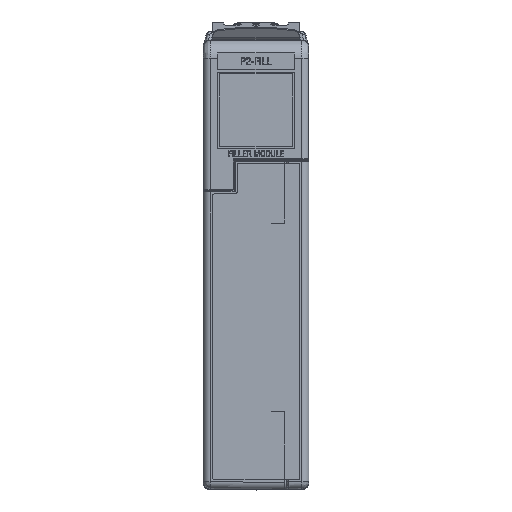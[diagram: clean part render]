
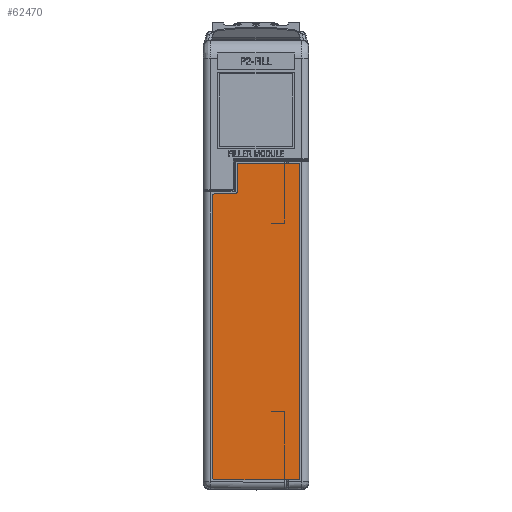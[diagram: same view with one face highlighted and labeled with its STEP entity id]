
A CAD part, top view. The second image highlights one B-rep face of the part: STEP entity #62470.
In plain terms, the highlighted planar face has unit normal (0, 0, 1).
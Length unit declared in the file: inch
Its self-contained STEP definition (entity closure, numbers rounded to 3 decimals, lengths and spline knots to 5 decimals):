
#3675 = CARTESIAN_POINT ( 'NONE',  ( 0.38508, 0.86991, 0.01881 ) ) ;
#4181 = DIRECTION ( 'NONE',  ( 0., 1., 0. ) ) ;
#4367 = VECTOR ( 'NONE', #4181, 39.37008 ) ;
#7746 = VECTOR ( 'NONE', #51780, 39.37008 ) ;
#8148 = ORIENTED_EDGE ( 'NONE', *, *, #160676, .T. ) ;
#9151 = CARTESIAN_POINT ( 'NONE',  ( -0.38264, -1.88875, 0.01881 ) ) ;
#9338 = ORIENTED_EDGE ( 'NONE', *, *, #77786, .T. ) ;
#10181 = CARTESIAN_POINT ( 'NONE',  ( -0.18579, 0.63916, 0.01881 ) ) ;
#11175 = AXIS2_PLACEMENT_3D ( 'NONE', #111136, #139105, #113792 ) ;
#13607 = LINE ( 'NONE', #9151, #76733 ) ;
#14649 = CARTESIAN_POINT ( 'NONE',  ( -0.18579, 0.61947, 0.01881 ) ) ;
#15429 = CARTESIAN_POINT ( 'NONE',  ( -0.1661, 0.61947, 0.01881 ) ) ;
#16583 = CARTESIAN_POINT ( 'NONE',  ( -0.14642, 0.88959, 0.01881 ) ) ;
#16978 = VERTEX_POINT ( 'NONE', #104678 ) ;
#18776 = VERTEX_POINT ( 'NONE', #92464 ) ;
#20068 = ORIENTED_EDGE ( 'NONE', *, *, #115926, .F. ) ;
#25655 = VECTOR ( 'NONE', #144183, 39.37008 ) ;
#26645 = CARTESIAN_POINT ( 'NONE',  ( 0.38508, -1.88875, 0.01881 ) ) ;
#26869 = CARTESIAN_POINT ( 'NONE',  ( -0.38264, 0.61947, 0.01881 ) ) ;
#27313 = DIRECTION ( 'NONE',  ( 0., 0., -1. ) ) ;
#28230 = CARTESIAN_POINT ( 'NONE',  ( -0.1661, 0.86991, 0.01881 ) ) ;
#28630 = ORIENTED_EDGE ( 'NONE', *, *, #45985, .F. ) ;
#29313 = LINE ( 'NONE', #15429, #7746 ) ;
#35151 = EDGE_CURVE ( 'NONE', #39917, #162083, #65879, .T. ) ;
#35437 = DIRECTION ( 'NONE',  ( 1., 0., 0. ) ) ;
#35697 = EDGE_CURVE ( 'NONE', #64256, #18776, #134200, .T. ) ;
#39671 = CIRCLE ( 'NONE', #113798, 0.01969 ) ;
#39742 = VERTEX_POINT ( 'NONE', #127109 ) ;
#39917 = VERTEX_POINT ( 'NONE', #134778 ) ;
#41755 = LINE ( 'NONE', #26645, #4367 ) ;
#44718 = ORIENTED_EDGE ( 'NONE', *, *, #90892, .F. ) ;
#45985 = EDGE_CURVE ( 'NONE', #39917, #114826, #29313, .T. ) ;
#48789 = AXIS2_PLACEMENT_3D ( 'NONE', #112695, #136938, #150044 ) ;
#51780 = DIRECTION ( 'NONE',  ( 0., 1., 0. ) ) ;
#52352 = AXIS2_PLACEMENT_3D ( 'NONE', #105125, #27313, #130332 ) ;
#54222 = DIRECTION ( 'NONE',  ( 1., 0., 0. ) ) ;
#54904 = PLANE ( 'NONE',  #123160 ) ;
#57414 = CARTESIAN_POINT ( 'NONE',  ( -0.38264, 0.59979, 0.01881 ) ) ;
#58157 = DIRECTION ( 'NONE',  ( 0., 0., -1. ) ) ;
#58694 = DIRECTION ( 'NONE',  ( -1., 0., 0. ) ) ;
#61338 = ORIENTED_EDGE ( 'NONE', *, *, #141250, .T. ) ;
#62470 = ADVANCED_FACE ( 'NONE', ( #62567 ), #54904, .F. ) ;
#62567 = FACE_OUTER_BOUND ( 'NONE', #102793, .T. ) ;
#64256 = VERTEX_POINT ( 'NONE', #16583 ) ;
#65879 = CIRCLE ( 'NONE', #135185, 0.01969 ) ;
#68221 = DIRECTION ( 'NONE',  ( -1., 0., 0. ) ) ;
#69320 = CARTESIAN_POINT ( 'NONE',  ( -0.38264, -1.88875, 0.01881 ) ) ;
#70578 = VERTEX_POINT ( 'NONE', #57414 ) ;
#72220 = AXIS2_PLACEMENT_3D ( 'NONE', #73512, #85046, #109957 ) ;
#72527 = ORIENTED_EDGE ( 'NONE', *, *, #93933, .F. ) ;
#73512 = CARTESIAN_POINT ( 'NONE',  ( 0.3654, -1.86907, 0.01881 ) ) ;
#74103 = DIRECTION ( 'NONE',  ( 0., -1., 0. ) ) ;
#76733 = VECTOR ( 'NONE', #74103, 39.37008 ) ;
#77786 = EDGE_CURVE ( 'NONE', #70578, #106060, #13607, .T. ) ;
#78897 = CARTESIAN_POINT ( 'NONE',  ( -0.38264, -1.86907, 0.01881 ) ) ;
#79481 = ORIENTED_EDGE ( 'NONE', *, *, #80240, .F. ) ;
#80240 = EDGE_CURVE ( 'NONE', #161750, #106060, #39671, .T. ) ;
#82480 = CARTESIAN_POINT ( 'NONE',  ( -0.1661, 0.88959, 0.01881 ) ) ;
#84137 = CARTESIAN_POINT ( 'NONE',  ( -0.36295, 0.61947, 0.01881 ) ) ;
#85046 = DIRECTION ( 'NONE',  ( 0., 0., -1. ) ) ;
#90892 = EDGE_CURVE ( 'NONE', #114826, #64256, #93966, .T. ) ;
#92464 = CARTESIAN_POINT ( 'NONE',  ( 0.3654, 0.88959, 0.01881 ) ) ;
#93124 = LINE ( 'NONE', #26869, #152203 ) ;
#93933 = EDGE_CURVE ( 'NONE', #18776, #154460, #94815, .T. ) ;
#93966 = CIRCLE ( 'NONE', #48789, 0.01969 ) ;
#94815 = CIRCLE ( 'NONE', #11175, 0.01969 ) ;
#96412 = ORIENTED_EDGE ( 'NONE', *, *, #117413, .F. ) ;
#98350 = DIRECTION ( 'NONE',  ( 0., 0., -1. ) ) ;
#100909 = CIRCLE ( 'NONE', #72220, 0.01969 ) ;
#102793 = EDGE_LOOP ( 'NONE', ( #96412, #9338, #79481, #8148, #20068, #117735, #72527, #133898, #44718, #28630, #110634, #61338 ) ) ;
#104666 = VERTEX_POINT ( 'NONE', #84137 ) ;
#104678 = CARTESIAN_POINT ( 'NONE',  ( 0.38508, -1.86907, 0.01881 ) ) ;
#105125 = CARTESIAN_POINT ( 'NONE',  ( -0.36295, 0.59979, 0.01881 ) ) ;
#106060 = VERTEX_POINT ( 'NONE', #78897 ) ;
#109957 = DIRECTION ( 'NONE',  ( -1., 0., 0. ) ) ;
#110634 = ORIENTED_EDGE ( 'NONE', *, *, #35151, .T. ) ;
#111136 = CARTESIAN_POINT ( 'NONE',  ( 0.3654, 0.86991, 0.01881 ) ) ;
#112695 = CARTESIAN_POINT ( 'NONE',  ( -0.14642, 0.86991, 0.01881 ) ) ;
#113792 = DIRECTION ( 'NONE',  ( -1., 0., 0. ) ) ;
#113798 = AXIS2_PLACEMENT_3D ( 'NONE', #134160, #58157, #58694 ) ;
#114826 = VERTEX_POINT ( 'NONE', #28230 ) ;
#115143 = CIRCLE ( 'NONE', #52352, 0.01969 ) ;
#115926 = EDGE_CURVE ( 'NONE', #16978, #39742, #100909, .T. ) ;
#117413 = EDGE_CURVE ( 'NONE', #70578, #104666, #115143, .T. ) ;
#117662 = CARTESIAN_POINT ( 'NONE',  ( -0.38264, -1.88875, 0.01881 ) ) ;
#117735 = ORIENTED_EDGE ( 'NONE', *, *, #123370, .T. ) ;
#118347 = DIRECTION ( 'NONE',  ( -1., 0., 0. ) ) ;
#121783 = VECTOR ( 'NONE', #54222, 39.37008 ) ;
#123160 = AXIS2_PLACEMENT_3D ( 'NONE', #69320, #143112, #68221 ) ;
#123370 = EDGE_CURVE ( 'NONE', #16978, #154460, #41755, .T. ) ;
#127109 = CARTESIAN_POINT ( 'NONE',  ( 0.3654, -1.88875, 0.01881 ) ) ;
#130332 = DIRECTION ( 'NONE',  ( -1., 0., 0. ) ) ;
#133898 = ORIENTED_EDGE ( 'NONE', *, *, #35697, .F. ) ;
#134160 = CARTESIAN_POINT ( 'NONE',  ( -0.36295, -1.86907, 0.01881 ) ) ;
#134200 = LINE ( 'NONE', #82480, #25655 ) ;
#134778 = CARTESIAN_POINT ( 'NONE',  ( -0.1661, 0.63916, 0.01881 ) ) ;
#135185 = AXIS2_PLACEMENT_3D ( 'NONE', #10181, #98350, #35437 ) ;
#136938 = DIRECTION ( 'NONE',  ( 0., 0., -1. ) ) ;
#139105 = DIRECTION ( 'NONE',  ( 0., 0., -1. ) ) ;
#141250 = EDGE_CURVE ( 'NONE', #162083, #104666, #93124, .T. ) ;
#143112 = DIRECTION ( 'NONE',  ( 0., 0., -1. ) ) ;
#143764 = CARTESIAN_POINT ( 'NONE',  ( -0.36295, -1.88875, 0.01881 ) ) ;
#144183 = DIRECTION ( 'NONE',  ( 1., 0., 0. ) ) ;
#150044 = DIRECTION ( 'NONE',  ( 1., 0., 0. ) ) ;
#152203 = VECTOR ( 'NONE', #118347, 39.37008 ) ;
#154460 = VERTEX_POINT ( 'NONE', #3675 ) ;
#155314 = LINE ( 'NONE', #117662, #121783 ) ;
#160676 = EDGE_CURVE ( 'NONE', #161750, #39742, #155314, .T. ) ;
#161750 = VERTEX_POINT ( 'NONE', #143764 ) ;
#162083 = VERTEX_POINT ( 'NONE', #14649 ) ;
